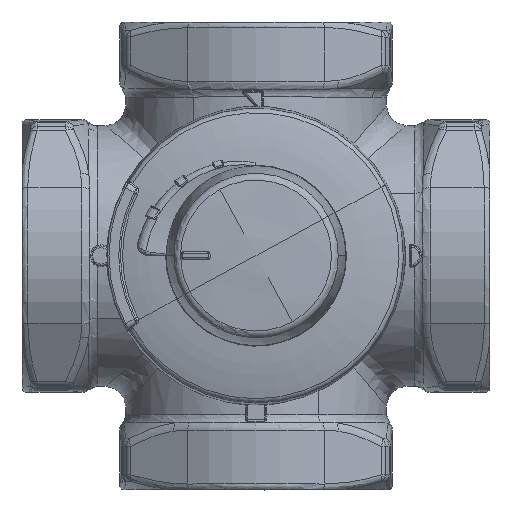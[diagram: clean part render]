
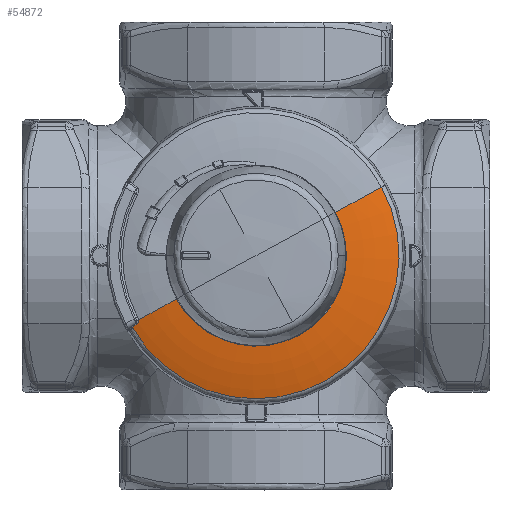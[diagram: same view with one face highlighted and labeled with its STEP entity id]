
A CAD part, top view. The second image highlights one B-rep face of the part: STEP entity #54872.
In plain terms, the highlighted toroidal (fillet/blend) face has major radius 15.055 mm and minor radius 80 mm.
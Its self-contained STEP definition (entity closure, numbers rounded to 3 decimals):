
#54023=AXIS2_PLACEMENT_3D('Circle Axis2P3D',#54021,#54022,$) ;
#54601=AXIS2_PLACEMENT_3D('Circle Axis2P3D',#54599,#54600,$) ;
#54788=AXIS2_PLACEMENT_3D('Torus Axis2P3D',#54785,#54786,#54787) ;
#54792=AXIS2_PLACEMENT_3D('Circle Axis2P3D',#54790,#54791,$) ;
#54799=AXIS2_PLACEMENT_3D('Circle Axis2P3D',#54797,#54798,$) ;
#53994=CARTESIAN_POINT('Vertex',(11.134,-20.381,7.477)) ;
#54001=CARTESIAN_POINT('Vertex',(-11.134,20.381,7.477)) ;
#54021=CARTESIAN_POINT('Axis2P3D Location',(0.,0.,7.477)) ;
#54485=CARTESIAN_POINT('Vertex',(17.606,-32.227,4.905)) ;
#54599=CARTESIAN_POINT('Axis2P3D Location',(0.,0.,4.905)) ;
#54603=CARTESIAN_POINT('Vertex',(-18.516,31.713,4.905)) ;
#54785=CARTESIAN_POINT('Axis2P3D Location',(0.,0.,-72.104)) ;
#54790=CARTESIAN_POINT('Axis2P3D Location',(-7.218,13.212,-72.104)) ;
#54794=CARTESIAN_POINT('Vertex',(-16.488,30.182,5.523)) ;
#54797=CARTESIAN_POINT('Axis2P3D Location',(7.218,-13.212,-72.104)) ;
#54849=CARTESIAN_POINT('Control Point',(-17.441,30.448,5.346)) ;
#54850=CARTESIAN_POINT('Control Point',(-17.306,30.303,5.396)) ;
#54851=CARTESIAN_POINT('Control Point',(-17.124,30.199,5.442)) ;
#54852=CARTESIAN_POINT('Control Point',(-16.898,30.149,5.481)) ;
#54853=CARTESIAN_POINT('Control Point',(-16.685,30.153,5.506)) ;
#54854=CARTESIAN_POINT('Control Point',(-16.488,30.182,5.523)) ;
#54855=CARTESIAN_POINT('Vertex',(-17.441,30.448,5.346)) ;
#54859=CARTESIAN_POINT('Control Point',(-18.516,31.713,4.905)) ;
#54860=CARTESIAN_POINT('Control Point',(-18.177,31.279,5.059)) ;
#54861=CARTESIAN_POINT('Control Point',(-17.822,30.857,5.206)) ;
#54862=CARTESIAN_POINT('Control Point',(-17.441,30.448,5.346)) ;
#54022=DIRECTION('Axis2P3D Direction',(0.,0.,1.)) ;
#54600=DIRECTION('Axis2P3D Direction',(0.,0.,1.)) ;
#54786=DIRECTION('Axis2P3D Direction',(0.,0.,1.)) ;
#54787=DIRECTION('Axis2P3D XDirection',(-0.479,0.878,0.)) ;
#54791=DIRECTION('Axis2P3D Direction',(0.878,0.479,0.)) ;
#54798=DIRECTION('Axis2P3D Direction',(-0.878,-0.479,0.)) ;
#54865=ORIENTED_EDGE('',*,*,#54605,.T.) ;
#54866=ORIENTED_EDGE('',*,*,#54801,.T.) ;
#54867=ORIENTED_EDGE('',*,*,#54025,.T.) ;
#54868=ORIENTED_EDGE('',*,*,#54796,.F.) ;
#54869=ORIENTED_EDGE('',*,*,#54857,.T.) ;
#54870=ORIENTED_EDGE('',*,*,#54863,.T.) ;
#54872=ADVANCED_FACE('',(#54871),#54789,.T.) ;
#54848=B_SPLINE_CURVE_WITH_KNOTS('',5,(#54849,#54850,#54851,#54852,#54853,#54854),.UNSPECIFIED.,.F.,.U.,(6,6),(1.343,2.434),.UNSPECIFIED.) ;
#54858=B_SPLINE_CURVE_WITH_KNOTS('',3,(#54859,#54860,#54861,#54862),.UNSPECIFIED.,.F.,.U.,(4,4),(3.873,6.271),.UNSPECIFIED.) ;
#54024=CIRCLE('generated circle',#54023,23.224) ;
#54602=CIRCLE('generated circle',#54601,36.723) ;
#54793=CIRCLE('generated circle',#54792,80.) ;
#54800=CIRCLE('generated circle',#54799,80.) ;
#54789=DEGENERATE_TOROIDAL_SURFACE('homeo Torus',#54788,15.055,80.,.T.) ;
#54025=EDGE_CURVE('',#53995,#54002,#54024,.F.) ;
#54605=EDGE_CURVE('',#54604,#54486,#54602,.T.) ;
#54796=EDGE_CURVE('',#54795,#54002,#54793,.T.) ;
#54801=EDGE_CURVE('',#54486,#53995,#54800,.T.) ;
#54857=EDGE_CURVE('',#54795,#54856,#54848,.F.) ;
#54863=EDGE_CURVE('',#54856,#54604,#54858,.F.) ;
#54864=EDGE_LOOP('',(#54865,#54866,#54867,#54868,#54869,#54870)) ;
#54871=FACE_OUTER_BOUND('',#54864,.T.) ;
#53995=VERTEX_POINT('',#53994) ;
#54002=VERTEX_POINT('',#54001) ;
#54486=VERTEX_POINT('',#54485) ;
#54604=VERTEX_POINT('',#54603) ;
#54795=VERTEX_POINT('',#54794) ;
#54856=VERTEX_POINT('',#54855) ;
